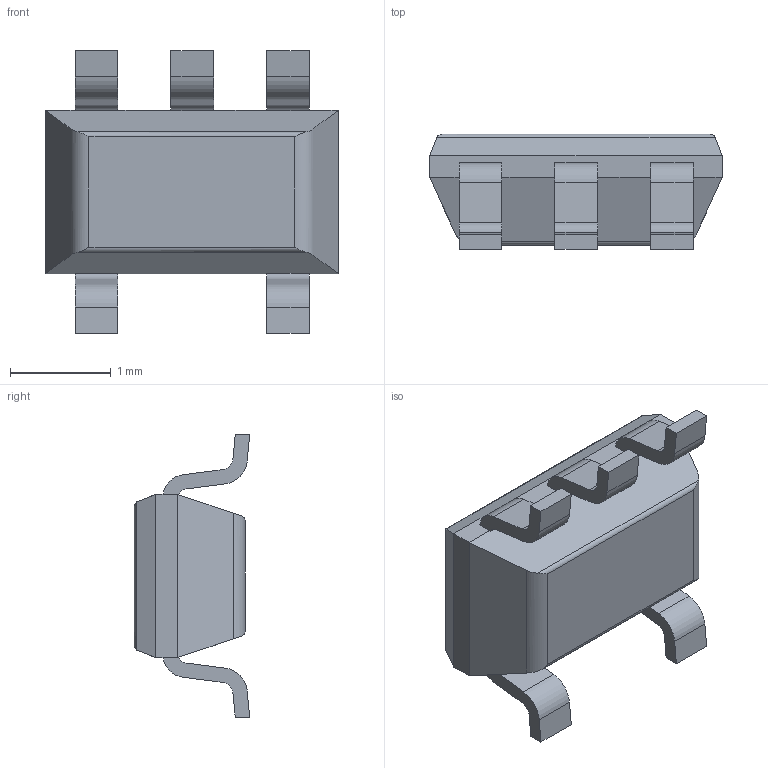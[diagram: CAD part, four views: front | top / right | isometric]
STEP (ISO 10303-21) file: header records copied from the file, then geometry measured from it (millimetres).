
FILE_DESCRIPTION(('STEP AP214'),'1');
FILE_NAME('stmps2151str.stp','2020-03-14T04:40:08',('TraceParts'),('TraceParts S.A.'),'Spatial InterOp 3D',' ',' ');
FILE_SCHEMA(('AUTOMOTIVE_DESIGN { 1 0 10303 214 1 1 1 1 }'));
Length unit declared in the file: millimetre
Products named in the file (1): stmps2151str
Bounding box: 2.9 x 1.15 x 2.8 mm (x, y, z)
Volume: 4.7 mm3; surface area: 22.3 mm2
Topology: 1 solids, 1 shells, 77 faces, 221 edges, 146 vertices
Faces by surface type: plane 49, cylinder 28
Entity records: 3243 total; most frequent: CARTESIAN_POINT 561, ORIENTED_EDGE 442, DIRECTION 417, EDGE_CURVE 221, LINE 165, VECTOR 165, VERTEX_POINT 146, AXIS2_PLACEMENT_3D 126
